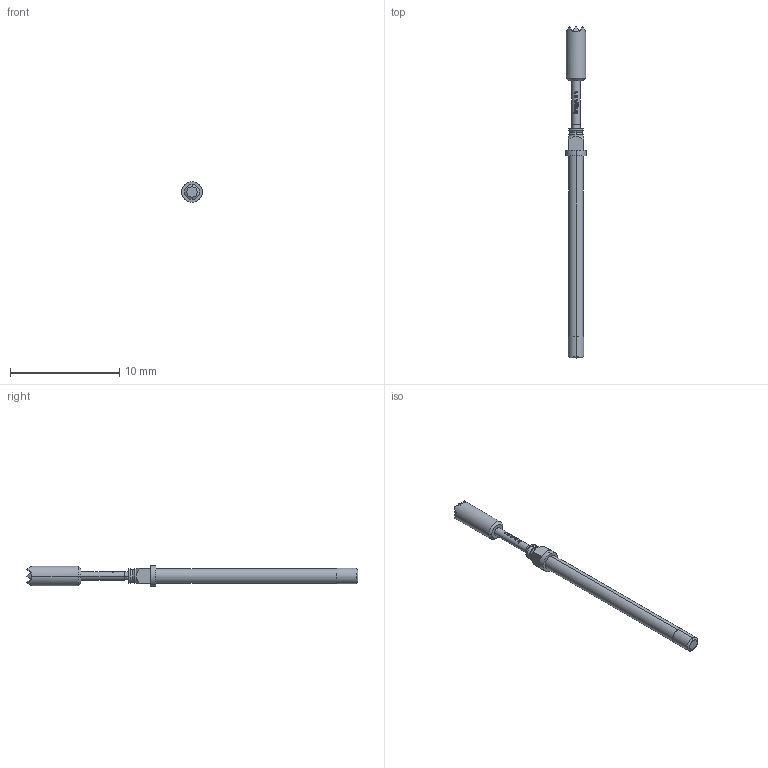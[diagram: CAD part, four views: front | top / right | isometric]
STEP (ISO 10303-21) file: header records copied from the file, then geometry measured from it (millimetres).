
FILE_DESCRIPTION (( 'STEP AP203' ), '1' );
FILE_NAME ('INGUN_GKS-899_356_180_A_xx02_M.STEP', '2023-09-22T06:27:24', ( '' ), ( '' ), 'SwSTEP 2.0', 'SolidWorks 2021', '' );
FILE_SCHEMA (( 'CONFIG_CONTROL_DESIGN' ));
Length unit declared in the file: millimetre
Products named in the file (1): INGUN_GKS-899_356_180_A_xx02_M
Bounding box: 1.9 x 30.4 x 1.9 mm (x, y, z)
Volume: 45.9 mm3; surface area: 140.6 mm2
Topology: 1 solids, 1 shells, 145 faces, 354 edges, 223 vertices
Faces by surface type: plane 91, bspline 22, cylinder 20, cone 8, torus 4
Entity records: 4471 total; most frequent: CARTESIAN_POINT 1251, ORIENTED_EDGE 708, DIRECTION 570, EDGE_CURVE 354, VERTEX_POINT 223, AXIS2_PLACEMENT_3D 214, EDGE_LOOP 157, FACE_OUTER_BOUND 145
